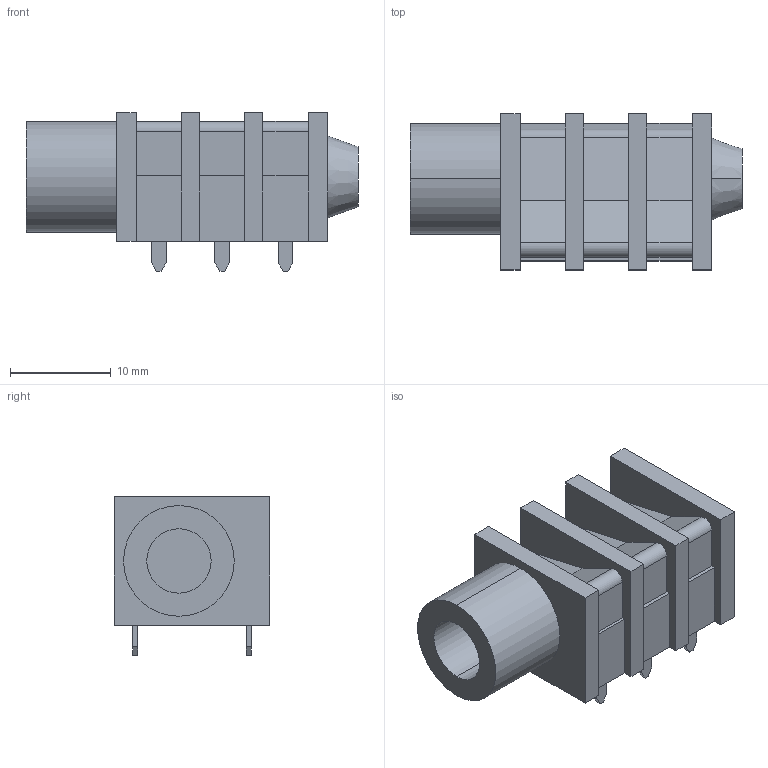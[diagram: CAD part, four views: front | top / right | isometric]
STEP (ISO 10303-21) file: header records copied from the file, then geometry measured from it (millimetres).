
FILE_DESCRIPTION (( 'STEP AP214' ), '1' );
FILE_NAME ('AUDIO-JACK-_25-INCH-HORIZ-PTH.STEP', '2015-07-09T22:40:18', ( '' ), ( '' ), 'SwSTEP 2.0', 'SolidWorks 2014', '' );
FILE_SCHEMA (( 'AUTOMOTIVE_DESIGN' ));
Length unit declared in the file: millimetre
Products named in the file (1): AUDIO-JACK-_25-INCH-HORIZ-PTH
Bounding box: 33 x 15.5 x 15.8 mm (x, y, z)
Volume: 3523.2 mm3; surface area: 3062.8 mm2
Topology: 1 solids, 4 shells, 129 faces, 336 edges, 224 vertices
Faces by surface type: plane 111, cylinder 16, cone 2
Entity records: 4792 total; most frequent: CARTESIAN_POINT 690, ORIENTED_EDGE 672, DIRECTION 632, EDGE_CURVE 336, LINE 300, VECTOR 300, VERTEX_POINT 224, AXIS2_PLACEMENT_3D 166
